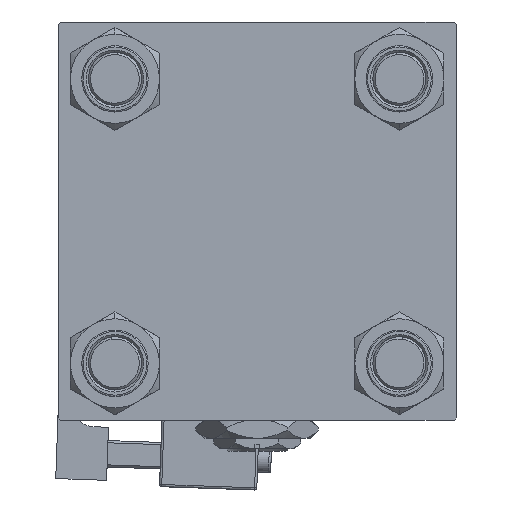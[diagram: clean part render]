
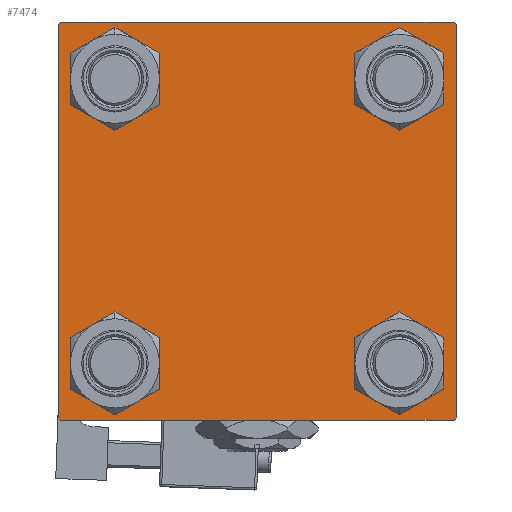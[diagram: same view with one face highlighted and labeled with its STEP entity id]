
A CAD part, left-side view. The second image highlights one B-rep face of the part: STEP entity #7474.
In plain terms, the highlighted planar face has unit normal (-1, 0, 0).
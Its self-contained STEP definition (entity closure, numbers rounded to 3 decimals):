
#117 = CARTESIAN_POINT ( 'NONE',  ( 0., 32.15, 38.65 ) ) ;
#1099 = ORIENTED_EDGE ( 'NONE', *, *, #10012, .T. ) ;
#1130 = DIRECTION ( 'NONE',  ( 0., 0., 1. ) ) ;
#1259 = EDGE_LOOP ( 'NONE', ( #51052, #19299, #9117, #26554, #41035, #52485, #27223, #53912 ) ) ;
#1377 = CARTESIAN_POINT ( 'NONE',  ( 0., 44.5, -45. ) ) ;
#1773 = VECTOR ( 'NONE', #53513, 1000. ) ;
#2152 = ORIENTED_EDGE ( 'NONE', *, *, #44989, .T. ) ;
#2781 = CARTESIAN_POINT ( 'NONE',  ( 0., 45., 45. ) ) ;
#2956 = DIRECTION ( 'NONE',  ( 0., 0., 1. ) ) ;
#3360 = AXIS2_PLACEMENT_3D ( 'NONE', #49337, #54048, #2956 ) ;
#3366 = CARTESIAN_POINT ( 'NONE',  ( 0., -32.15, 38.65 ) ) ;
#3376 = DIRECTION ( 'NONE',  ( 1., 0., 0. ) ) ;
#5871 = CARTESIAN_POINT ( 'NONE',  ( 0., 32.15, 32.15 ) ) ;
#6056 = CIRCLE ( 'NONE', #52151, 6.5 ) ;
#6262 = EDGE_LOOP ( 'NONE', ( #39717, #2152 ) ) ;
#6275 = LINE ( 'NONE', #52646, #21999 ) ;
#7208 = EDGE_CURVE ( 'NONE', #28359, #51033, #27920, .T. ) ;
#7297 = LINE ( 'NONE', #19244, #35206 ) ;
#7474 = ADVANCED_FACE ( 'NONE', ( #20613, #24507, #46165, #50072, #27379 ), #44321, .T. ) ;
#7879 = EDGE_CURVE ( 'NONE', #36442, #38034, #39452, .T. ) ;
#7992 = EDGE_CURVE ( 'NONE', #40329, #39162, #15517, .T. ) ;
#8129 = CARTESIAN_POINT ( 'NONE',  ( 0., 0., 0. ) ) ;
#8744 = AXIS2_PLACEMENT_3D ( 'NONE', #18382, #43660, #43937 ) ;
#9099 = LINE ( 'NONE', #35180, #23041 ) ;
#9117 = ORIENTED_EDGE ( 'NONE', *, *, #47711, .T. ) ;
#9235 = CARTESIAN_POINT ( 'NONE',  ( 0., -32.15, 32.15 ) ) ;
#9764 = EDGE_CURVE ( 'NONE', #38034, #36442, #14716, .T. ) ;
#10012 = EDGE_CURVE ( 'NONE', #18310, #42330, #12920, .T. ) ;
#10489 = VECTOR ( 'NONE', #54916, 1000. ) ;
#11818 = DIRECTION ( 'NONE',  ( 0., 0., -1. ) ) ;
#11919 = EDGE_CURVE ( 'NONE', #23396, #51244, #7297, .T. ) ;
#11928 = DIRECTION ( 'NONE',  ( 0., -1., 0. ) ) ;
#12016 = DIRECTION ( 'NONE',  ( 0., 0., 1. ) ) ;
#12920 = CIRCLE ( 'NONE', #43981, 6.5 ) ;
#13743 = LINE ( 'NONE', #47360, #42392 ) ;
#13793 = CARTESIAN_POINT ( 'NONE',  ( 0., 32.15, -25.65 ) ) ;
#14465 = DIRECTION ( 'NONE',  ( 1., 0., 0. ) ) ;
#14506 = VERTEX_POINT ( 'NONE', #40943 ) ;
#14716 = CIRCLE ( 'NONE', #22686, 6.5 ) ;
#14880 = CIRCLE ( 'NONE', #3360, 6.5 ) ;
#15517 = CIRCLE ( 'NONE', #45681, 6.5 ) ;
#15843 = DIRECTION ( 'NONE',  ( 1., 0., 0. ) ) ;
#16254 = LINE ( 'NONE', #40708, #32864 ) ;
#16583 = CARTESIAN_POINT ( 'NONE',  ( 0., 44.75, -44.75 ) ) ;
#16771 = EDGE_CURVE ( 'NONE', #44983, #45027, #6275, .T. ) ;
#17497 = EDGE_CURVE ( 'NONE', #29965, #44501, #37964, .T. ) ;
#17737 = CARTESIAN_POINT ( 'NONE',  ( 0., -32.15, -25.65 ) ) ;
#18310 = VERTEX_POINT ( 'NONE', #17737 ) ;
#18382 = CARTESIAN_POINT ( 'NONE',  ( 0., 32.15, -32.15 ) ) ;
#19190 = DIRECTION ( 'NONE',  ( 0., 0., 1. ) ) ;
#19244 = CARTESIAN_POINT ( 'NONE',  ( 0., -45., 45. ) ) ;
#19299 = ORIENTED_EDGE ( 'NONE', *, *, #17497, .T. ) ;
#20002 = CARTESIAN_POINT ( 'NONE',  ( 0., -32.15, 32.15 ) ) ;
#20298 = DIRECTION ( 'NONE',  ( 0., 0., 1. ) ) ;
#20613 = FACE_BOUND ( 'NONE', #40058, .T. ) ;
#20671 = EDGE_LOOP ( 'NONE', ( #54883, #47672 ) ) ;
#21017 = CARTESIAN_POINT ( 'NONE',  ( 0., -32.15, 25.65 ) ) ;
#21098 = CARTESIAN_POINT ( 'NONE',  ( 0., 32.15, -38.65 ) ) ;
#21606 = ORIENTED_EDGE ( 'NONE', *, *, #44553, .T. ) ;
#21990 = ORIENTED_EDGE ( 'NONE', *, *, #7879, .T. ) ;
#21999 = VECTOR ( 'NONE', #27636, 1000. ) ;
#22094 = EDGE_CURVE ( 'NONE', #45027, #29965, #16254, .T. ) ;
#22686 = AXIS2_PLACEMENT_3D ( 'NONE', #9235, #52540, #26155 ) ;
#22858 = CARTESIAN_POINT ( 'NONE',  ( 0., -45., -44.5 ) ) ;
#23041 = VECTOR ( 'NONE', #47969, 1000. ) ;
#23396 = VERTEX_POINT ( 'NONE', #30059 ) ;
#23543 = DIRECTION ( 'NONE',  ( 1., 0., 0. ) ) ;
#23587 = CARTESIAN_POINT ( 'NONE',  ( 0., -32.15, -38.65 ) ) ;
#24507 = FACE_BOUND ( 'NONE', #32599, .T. ) ;
#25702 = DIRECTION ( 'NONE',  ( 0., 0.707, 0.707 ) ) ;
#26155 = DIRECTION ( 'NONE',  ( 0., 0., 1. ) ) ;
#26554 = ORIENTED_EDGE ( 'NONE', *, *, #54068, .T. ) ;
#26992 = CARTESIAN_POINT ( 'NONE',  ( 0., 45., 44.5 ) ) ;
#27223 = ORIENTED_EDGE ( 'NONE', *, *, #34700, .F. ) ;
#27379 = FACE_OUTER_BOUND ( 'NONE', #1259, .T. ) ;
#27636 = DIRECTION ( 'NONE',  ( 0., 0.707, -0.707 ) ) ;
#27920 = CIRCLE ( 'NONE', #51825, 6.5 ) ;
#27963 = AXIS2_PLACEMENT_3D ( 'NONE', #8129, #37556, #12016 ) ;
#28359 = VERTEX_POINT ( 'NONE', #42888 ) ;
#29965 = VERTEX_POINT ( 'NONE', #45000 ) ;
#30059 = CARTESIAN_POINT ( 'NONE',  ( 0., -45., 44.5 ) ) ;
#32272 = DIRECTION ( 'NONE',  ( 0., 0., -1. ) ) ;
#32599 = EDGE_LOOP ( 'NONE', ( #1099, #21606 ) ) ;
#32864 = VECTOR ( 'NONE', #11818, 1000. ) ;
#34700 = EDGE_CURVE ( 'NONE', #44983, #44032, #45799, .T. ) ;
#35180 = CARTESIAN_POINT ( 'NONE',  ( 0., -44.75, -44.75 ) ) ;
#35206 = VECTOR ( 'NONE', #32272, 1000. ) ;
#35866 = CARTESIAN_POINT ( 'NONE',  ( 0., 44.5, 45. ) ) ;
#36442 = VERTEX_POINT ( 'NONE', #21017 ) ;
#37556 = DIRECTION ( 'NONE',  ( -1., 0., 0. ) ) ;
#37964 = LINE ( 'NONE', #16583, #10489 ) ;
#38034 = VERTEX_POINT ( 'NONE', #3366 ) ;
#38572 = DIRECTION ( 'NONE',  ( 0., 0., 1. ) ) ;
#39162 = VERTEX_POINT ( 'NONE', #21098 ) ;
#39452 = CIRCLE ( 'NONE', #50992, 6.5 ) ;
#39644 = LINE ( 'NONE', #40735, #1773 ) ;
#39717 = ORIENTED_EDGE ( 'NONE', *, *, #7992, .T. ) ;
#40058 = EDGE_LOOP ( 'NONE', ( #54958, #21990 ) ) ;
#40329 = VERTEX_POINT ( 'NONE', #13793 ) ;
#40708 = CARTESIAN_POINT ( 'NONE',  ( 0., 45., 45. ) ) ;
#40735 = CARTESIAN_POINT ( 'NONE',  ( 0., 45., -45. ) ) ;
#40771 = DIRECTION ( 'NONE',  ( 1., 0., 0. ) ) ;
#40893 = EDGE_CURVE ( 'NONE', #51033, #28359, #6056, .T. ) ;
#40943 = CARTESIAN_POINT ( 'NONE',  ( 0., -44.5, -45. ) ) ;
#41035 = ORIENTED_EDGE ( 'NONE', *, *, #11919, .F. ) ;
#41413 = CARTESIAN_POINT ( 'NONE',  ( 0., -32.15, -32.15 ) ) ;
#42330 = VERTEX_POINT ( 'NONE', #23587 ) ;
#42392 = VECTOR ( 'NONE', #25702, 1000. ) ;
#42888 = CARTESIAN_POINT ( 'NONE',  ( 0., 32.15, 25.65 ) ) ;
#43296 = CIRCLE ( 'NONE', #8744, 6.5 ) ;
#43660 = DIRECTION ( 'NONE',  ( 1., 0., 0. ) ) ;
#43898 = EDGE_CURVE ( 'NONE', #23396, #44032, #13743, .T. ) ;
#43937 = DIRECTION ( 'NONE',  ( 0., 0., 1. ) ) ;
#43981 = AXIS2_PLACEMENT_3D ( 'NONE', #41413, #3376, #20298 ) ;
#44023 = CARTESIAN_POINT ( 'NONE',  ( 0., -44.5, 45. ) ) ;
#44032 = VERTEX_POINT ( 'NONE', #44023 ) ;
#44321 = PLANE ( 'NONE',  #27963 ) ;
#44501 = VERTEX_POINT ( 'NONE', #1377 ) ;
#44553 = EDGE_CURVE ( 'NONE', #42330, #18310, #14880, .T. ) ;
#44983 = VERTEX_POINT ( 'NONE', #35866 ) ;
#44989 = EDGE_CURVE ( 'NONE', #39162, #40329, #43296, .T. ) ;
#45000 = CARTESIAN_POINT ( 'NONE',  ( 0., 45., -44.5 ) ) ;
#45027 = VERTEX_POINT ( 'NONE', #26992 ) ;
#45681 = AXIS2_PLACEMENT_3D ( 'NONE', #49662, #40771, #45749 ) ;
#45749 = DIRECTION ( 'NONE',  ( 0., 0., 1. ) ) ;
#45799 = LINE ( 'NONE', #2781, #48322 ) ;
#46165 = FACE_BOUND ( 'NONE', #6262, .T. ) ;
#47360 = CARTESIAN_POINT ( 'NONE',  ( 0., -44.75, 44.75 ) ) ;
#47672 = ORIENTED_EDGE ( 'NONE', *, *, #7208, .T. ) ;
#47711 = EDGE_CURVE ( 'NONE', #44501, #14506, #39644, .T. ) ;
#47969 = DIRECTION ( 'NONE',  ( 0., -0.707, 0.707 ) ) ;
#48322 = VECTOR ( 'NONE', #11928, 1000. ) ;
#49337 = CARTESIAN_POINT ( 'NONE',  ( 0., -32.15, -32.15 ) ) ;
#49662 = CARTESIAN_POINT ( 'NONE',  ( 0., 32.15, -32.15 ) ) ;
#50072 = FACE_BOUND ( 'NONE', #20671, .T. ) ;
#50992 = AXIS2_PLACEMENT_3D ( 'NONE', #20002, #15843, #38572 ) ;
#51033 = VERTEX_POINT ( 'NONE', #117 ) ;
#51052 = ORIENTED_EDGE ( 'NONE', *, *, #22094, .T. ) ;
#51244 = VERTEX_POINT ( 'NONE', #22858 ) ;
#51825 = AXIS2_PLACEMENT_3D ( 'NONE', #52983, #23543, #1130 ) ;
#52151 = AXIS2_PLACEMENT_3D ( 'NONE', #5871, #14465, #19190 ) ;
#52485 = ORIENTED_EDGE ( 'NONE', *, *, #43898, .T. ) ;
#52540 = DIRECTION ( 'NONE',  ( 1., 0., 0. ) ) ;
#52646 = CARTESIAN_POINT ( 'NONE',  ( 0., 44.75, 44.75 ) ) ;
#52983 = CARTESIAN_POINT ( 'NONE',  ( 0., 32.15, 32.15 ) ) ;
#53513 = DIRECTION ( 'NONE',  ( 0., -1., 0. ) ) ;
#53912 = ORIENTED_EDGE ( 'NONE', *, *, #16771, .T. ) ;
#54048 = DIRECTION ( 'NONE',  ( 1., 0., 0. ) ) ;
#54068 = EDGE_CURVE ( 'NONE', #14506, #51244, #9099, .T. ) ;
#54883 = ORIENTED_EDGE ( 'NONE', *, *, #40893, .T. ) ;
#54916 = DIRECTION ( 'NONE',  ( 0., -0.707, -0.707 ) ) ;
#54958 = ORIENTED_EDGE ( 'NONE', *, *, #9764, .T. ) ;
